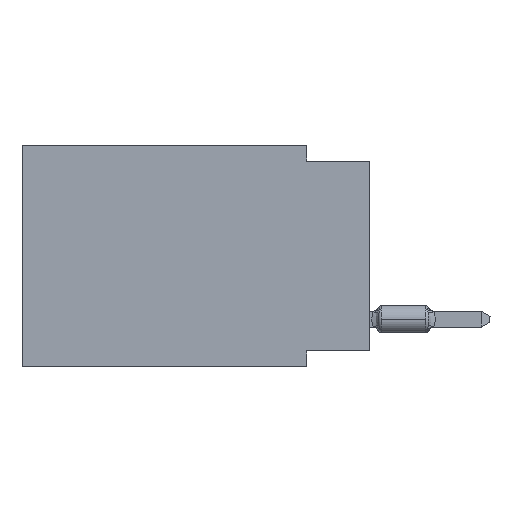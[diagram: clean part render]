
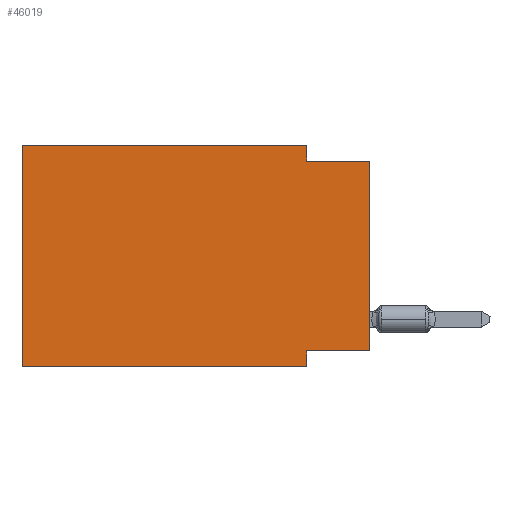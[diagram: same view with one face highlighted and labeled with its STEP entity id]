
A CAD part, left-side view. The second image highlights one B-rep face of the part: STEP entity #46019.
In plain terms, the highlighted planar face has unit normal (-1, 0, 0).
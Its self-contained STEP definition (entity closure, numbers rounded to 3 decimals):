
#261 = LINE ( 'NONE', #39922, #13942 ) ;
#982 = ORIENTED_EDGE ( 'NONE', *, *, #53655, .F. ) ;
#1005 = ORIENTED_EDGE ( 'NONE', *, *, #32757, .F. ) ;
#4927 = LINE ( 'NONE', #68970, #65168 ) ;
#5989 = DIRECTION ( 'NONE',  ( 0., 0., 1. ) ) ;
#6109 = EDGE_CURVE ( 'NONE', #73510, #15011, #261, .T. ) ;
#8717 = CARTESIAN_POINT ( 'NONE',  ( 0., 0., -0.635 ) ) ;
#10402 = VERTEX_POINT ( 'NONE', #62502 ) ;
#11388 = DIRECTION ( 'NONE',  ( 0., 0., 1. ) ) ;
#11723 = EDGE_CURVE ( 'NONE', #10402, #54674, #52561, .T. ) ;
#11917 = ORIENTED_EDGE ( 'NONE', *, *, #66053, .F. ) ;
#13097 = DIRECTION ( 'NONE',  ( 0., -1., 0. ) ) ;
#13394 = CARTESIAN_POINT ( 'NONE',  ( 0., 0., -8.255 ) ) ;
#13499 = VERTEX_POINT ( 'NONE', #73827 ) ;
#13942 = VECTOR ( 'NONE', #5989, 1000. ) ;
#14512 = CARTESIAN_POINT ( 'NONE',  ( 0., 13.97, 0. ) ) ;
#15011 = VERTEX_POINT ( 'NONE', #8717 ) ;
#16027 = ORIENTED_EDGE ( 'NONE', *, *, #67731, .F. ) ;
#17973 = LINE ( 'NONE', #13394, #55103 ) ;
#20082 = CARTESIAN_POINT ( 'NONE',  ( 0., 2.54, -8.89 ) ) ;
#21588 = VECTOR ( 'NONE', #41507, 1000. ) ;
#22487 = ORIENTED_EDGE ( 'NONE', *, *, #6109, .T. ) ;
#23122 = DIRECTION ( 'NONE',  ( 0., 0., -1. ) ) ;
#23499 = FACE_OUTER_BOUND ( 'NONE', #34477, .T. ) ;
#24508 = VECTOR ( 'NONE', #13097, 1000. ) ;
#28106 = ORIENTED_EDGE ( 'NONE', *, *, #69835, .F. ) ;
#28237 = ORIENTED_EDGE ( 'NONE', *, *, #11723, .T. ) ;
#28808 = ORIENTED_EDGE ( 'NONE', *, *, #63320, .F. ) ;
#30403 = VERTEX_POINT ( 'NONE', #55392 ) ;
#30425 = CARTESIAN_POINT ( 'NONE',  ( 0., 2.54, 0. ) ) ;
#31246 = DIRECTION ( 'NONE',  ( 0., -1., 0. ) ) ;
#32649 = LINE ( 'NONE', #20082, #45456 ) ;
#32757 = EDGE_CURVE ( 'NONE', #30403, #46331, #48352, .T. ) ;
#34477 = EDGE_LOOP ( 'NONE', ( #22487, #11917, #1005, #28808, #982, #28237, #28106, #16027 ) ) ;
#39922 = CARTESIAN_POINT ( 'NONE',  ( 0., 0., 0. ) ) ;
#40260 = VECTOR ( 'NONE', #52905, 1000. ) ;
#40681 = DIRECTION ( 'NONE',  ( 1., 0., 0. ) ) ;
#40959 = CARTESIAN_POINT ( 'NONE',  ( 0., 0., -0.635 ) ) ;
#41106 = CARTESIAN_POINT ( 'NONE',  ( 0., 13.97, 0. ) ) ;
#41507 = DIRECTION ( 'NONE',  ( 0., 0., -1. ) ) ;
#45456 = VECTOR ( 'NONE', #73817, 1000. ) ;
#46019 = ADVANCED_FACE ( 'NONE', ( #23499 ), #52859, .F. ) ;
#46331 = VERTEX_POINT ( 'NONE', #68812 ) ;
#48352 = LINE ( 'NONE', #30425, #21588 ) ;
#52283 = DIRECTION ( 'NONE',  ( 0., 1., 0. ) ) ;
#52561 = LINE ( 'NONE', #64770, #74316 ) ;
#52859 = PLANE ( 'NONE',  #63551 ) ;
#52905 = DIRECTION ( 'NONE',  ( 0., -1., 0. ) ) ;
#53505 = LINE ( 'NONE', #40959, #24508 ) ;
#53655 = EDGE_CURVE ( 'NONE', #10402, #60815, #4927, .T. ) ;
#54674 = VERTEX_POINT ( 'NONE', #71798 ) ;
#55103 = VECTOR ( 'NONE', #52283, 1000. ) ;
#55392 = CARTESIAN_POINT ( 'NONE',  ( 0., 2.54, 0. ) ) ;
#57996 = CARTESIAN_POINT ( 'NONE',  ( 0., 0., -8.255 ) ) ;
#60815 = VERTEX_POINT ( 'NONE', #14512 ) ;
#62502 = CARTESIAN_POINT ( 'NONE',  ( 0., 13.97, -8.89 ) ) ;
#63320 = EDGE_CURVE ( 'NONE', #60815, #30403, #75409, .T. ) ;
#63551 = AXIS2_PLACEMENT_3D ( 'NONE', #69635, #40681, #23122 ) ;
#64770 = CARTESIAN_POINT ( 'NONE',  ( 0., 13.97, -8.89 ) ) ;
#65168 = VECTOR ( 'NONE', #11388, 1000. ) ;
#66053 = EDGE_CURVE ( 'NONE', #46331, #15011, #53505, .T. ) ;
#67731 = EDGE_CURVE ( 'NONE', #73510, #13499, #17973, .T. ) ;
#68812 = CARTESIAN_POINT ( 'NONE',  ( 0., 2.54, -0.635 ) ) ;
#68970 = CARTESIAN_POINT ( 'NONE',  ( 0., 13.97, 0. ) ) ;
#69635 = CARTESIAN_POINT ( 'NONE',  ( 0., 13.97, 0. ) ) ;
#69835 = EDGE_CURVE ( 'NONE', #13499, #54674, #32649, .T. ) ;
#71798 = CARTESIAN_POINT ( 'NONE',  ( 0., 2.54, -8.89 ) ) ;
#73510 = VERTEX_POINT ( 'NONE', #57996 ) ;
#73817 = DIRECTION ( 'NONE',  ( 0., 0., -1. ) ) ;
#73827 = CARTESIAN_POINT ( 'NONE',  ( 0., 2.54, -8.255 ) ) ;
#74316 = VECTOR ( 'NONE', #31246, 1000. ) ;
#75409 = LINE ( 'NONE', #41106, #40260 ) ;
